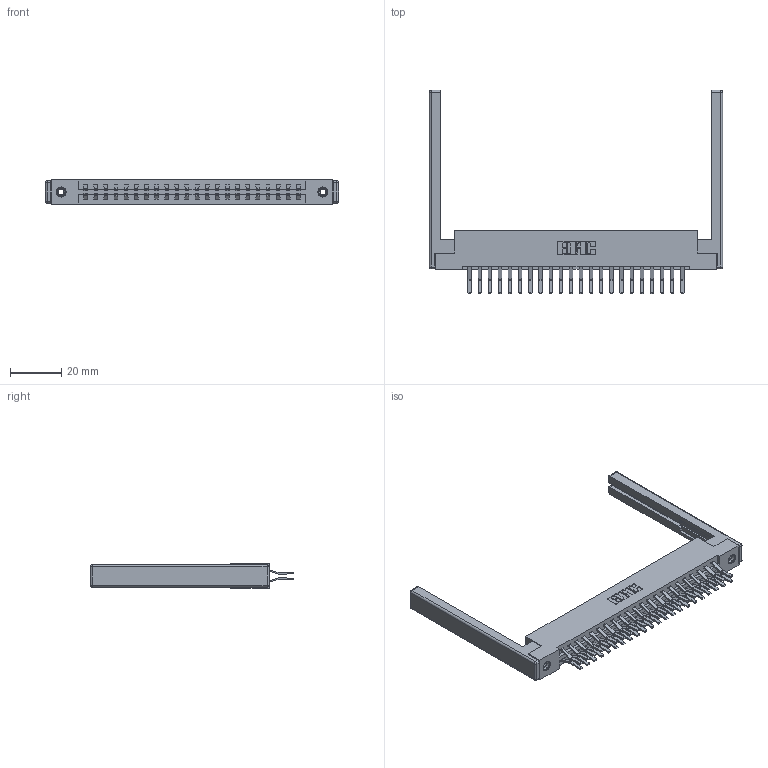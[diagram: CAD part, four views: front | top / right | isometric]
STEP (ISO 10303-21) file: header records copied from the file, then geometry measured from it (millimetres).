
FILE_DESCRIPTION (( 'STEP AP203' ), '1' );
FILE_NAME ('337-044-560-268.STEP', '2019-10-09T13:32:04', ( '' ), ( '' ), 'SwSTEP 2.0', 'SolidWorks 2016', '' );
FILE_SCHEMA (( 'CONFIG_CONTROL_DESIGN' ));
Length unit declared in the file: inch
Products named in the file (5): 307-220-068; 345-250-001_345-250-001-102; 337 Part_Flush Mounting Lugs - 0.156 Dia-TI; 337-044-560-268; 345-292-001_560 Tail
Assembly tree (49 placements, depth 2):
  337-044-560-268
    337 Part_Flush Mounting Lugs - 0.156 Dia-TI
    345-292-001_560 Tail  x44
    345-250-001_345-250-001-102  x2
    307-220-068  x2
Bounding box: 114.6 x 79.52 x 9.4 mm (x, y, z)
Volume: 16484.9 mm3; surface area: 18354 mm2
Topology: 49 solids, 49 shells, 2732 faces, 8049 edges, 5286 vertices
Faces by surface type: plane 1830, cylinder 878, cone 12, sphere 8, torus 4
Entity records: 22492 total; most frequent: CARTESIAN_POINT 3771, ORIENTED_EDGE 3696, DIRECTION 3318, EDGE_CURVE 1848, VECTOR 1666, LINE 1666, VERTEX_POINT 1222, AXIS2_PLACEMENT_3D 826
